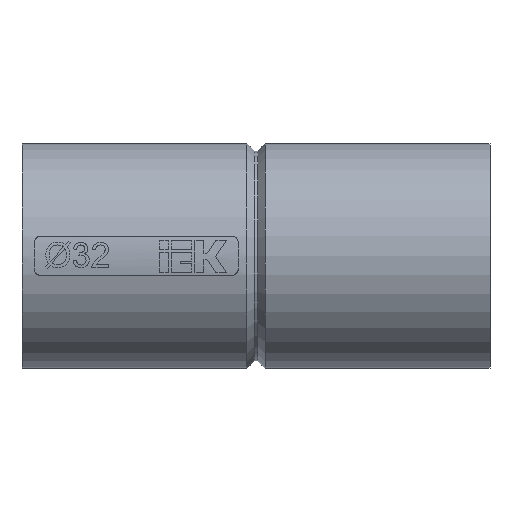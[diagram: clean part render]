
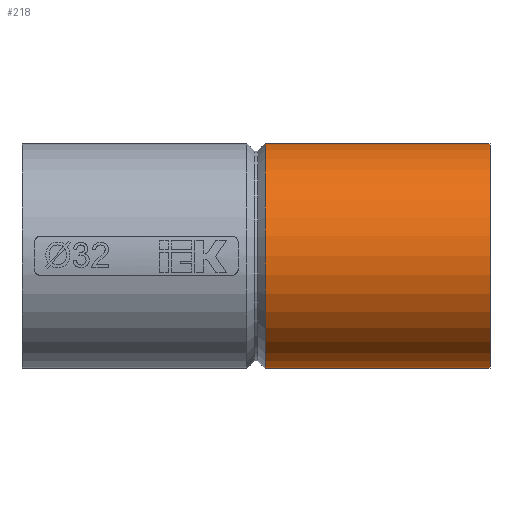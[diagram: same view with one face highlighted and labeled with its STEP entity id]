
A CAD part, top view. The second image highlights one B-rep face of the part: STEP entity #218.
In plain terms, the highlighted cylindrical face has radius 18 mm (diameter 36 mm), a full revolution.
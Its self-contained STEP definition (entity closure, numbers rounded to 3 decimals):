
#218 = ADVANCED_FACE ( 'NONE', ( #4896, #3734 ), #4661, .T. ) ;
#629 = DIRECTION ( 'NONE',  ( 0., 0., 1. ) ) ;
#714 = CARTESIAN_POINT ( 'NONE',  ( 37.5, 0., 0. ) ) ;
#827 = DIRECTION ( 'NONE',  ( -1., 0., 0. ) ) ;
#1113 = DIRECTION ( 'NONE',  ( 0., 0., 1. ) ) ;
#1250 = CARTESIAN_POINT ( 'NONE',  ( -144.183, 0., 0. ) ) ;
#1283 = ORIENTED_EDGE ( 'NONE', *, *, #4167, .T. ) ;
#1557 = CIRCLE ( 'NONE', #3403, 18. ) ;
#1666 = CIRCLE ( 'NONE', #2763, 18. ) ;
#2012 = VERTEX_POINT ( 'NONE', #4846 ) ;
#2429 = ORIENTED_EDGE ( 'NONE', *, *, #2511, .F. ) ;
#2511 = EDGE_CURVE ( 'NONE', #2012, #2012, #1557, .T. ) ;
#2651 = EDGE_LOOP ( 'NONE', ( #2429 ) ) ;
#2763 = AXIS2_PLACEMENT_3D ( 'NONE', #714, #3455, #1113 ) ;
#2884 = CARTESIAN_POINT ( 'NONE',  ( 37.5, 0., 18. ) ) ;
#3167 = CARTESIAN_POINT ( 'NONE',  ( 1.472, 0., 0. ) ) ;
#3342 = EDGE_LOOP ( 'NONE', ( #1283 ) ) ;
#3403 = AXIS2_PLACEMENT_3D ( 'NONE', #3167, #827, #3575 ) ;
#3455 = DIRECTION ( 'NONE',  ( -1., 0., 0. ) ) ;
#3575 = DIRECTION ( 'NONE',  ( 0., 0., 1. ) ) ;
#3667 = AXIS2_PLACEMENT_3D ( 'NONE', #1250, #4943, #629 ) ;
#3734 = FACE_OUTER_BOUND ( 'NONE', #3342, .T. ) ;
#3982 = VERTEX_POINT ( 'NONE', #2884 ) ;
#4167 = EDGE_CURVE ( 'NONE', #3982, #3982, #1666, .T. ) ;
#4661 = CYLINDRICAL_SURFACE ( 'NONE', #3667, 18. ) ;
#4846 = CARTESIAN_POINT ( 'NONE',  ( 1.472, 0., 18. ) ) ;
#4896 = FACE_OUTER_BOUND ( 'NONE', #2651, .T. ) ;
#4943 = DIRECTION ( 'NONE',  ( -1., 0., 0. ) ) ;
